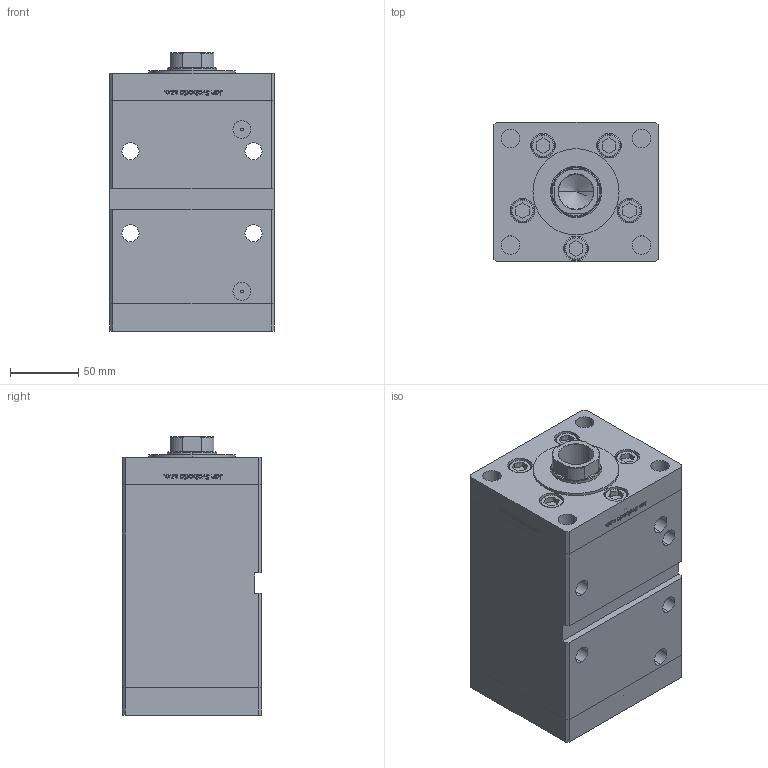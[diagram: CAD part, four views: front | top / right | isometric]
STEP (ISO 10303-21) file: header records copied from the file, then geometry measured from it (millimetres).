
FILE_DESCRIPTION (( 'STEP AP203' ), '1' );
FILE_NAME ('d09b.STEP', '2024-01-15T10:07:05', ( '' ), ( '' ), 'SwSTEP 2.0', 'SolidWorks 2019', '' );
FILE_SCHEMA (( 'CONFIG_CONTROL_DESIGN' ));
Length unit declared in the file: millimetre
Products named in the file (6): ALLEN BOLT 7fb5391e23fcc20d49f13d54719bb2b7; d09b; V220C_E MIDDLE 7fb5391e23fcc20d49f13d54719bb2b7; V220C BACK_E 7fb5391e23fcc20d49f13d54719bb2b7; V220C_VC_E 7fb5391e23fcc20d49f13d54719bb2b7; V220C_FRONT_E 7fb5391e23fcc20d49f13d54719bb2b7
Assembly tree (14 placements, depth 2):
  d09b
    V220C BACK_E 7fb5391e23fcc20d49f13d54719bb2b7
    V220C_E MIDDLE 7fb5391e23fcc20d49f13d54719bb2b7
    V220C_FRONT_E 7fb5391e23fcc20d49f13d54719bb2b7
    ALLEN BOLT 7fb5391e23fcc20d49f13d54719bb2b7  x10
    V220C_VC_E 7fb5391e23fcc20d49f13d54719bb2b7
Bounding box: 120 x 102 x 203.5 mm (x, y, z)
Volume: 1971827.2 mm3; surface area: 274282.2 mm2
Topology: 14 solids, 14 shells, 1214 faces, 3029 edges, 1987 vertices
Faces by surface type: bspline 484, plane 475, cylinder 165, cone 46, torus 44
Entity records: 53035 total; most frequent: CARTESIAN_POINT 30353, ORIENTED_EDGE 5226, DIRECTION 3017, EDGE_CURVE 2613, VERTEX_POINT 1735, VECTOR 1355, LINE 1355, EDGE_LOOP 1192
